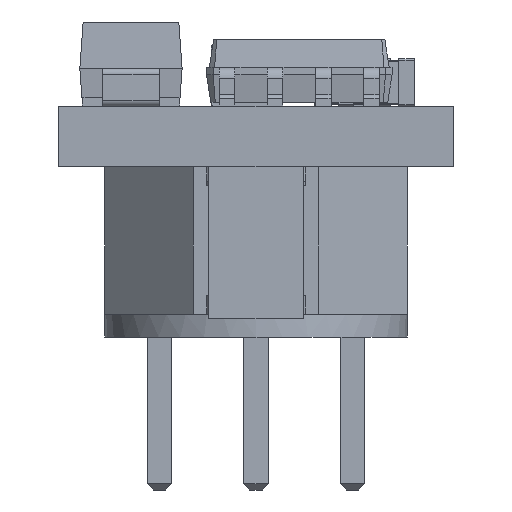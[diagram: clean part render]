
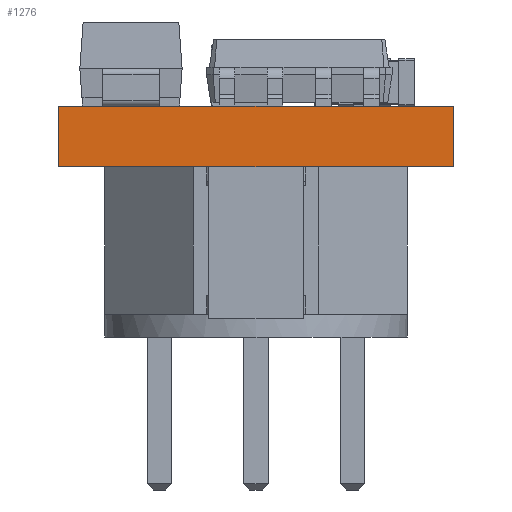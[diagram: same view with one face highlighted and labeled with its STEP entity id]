
A CAD part, front view. The second image highlights one B-rep face of the part: STEP entity #1276.
In plain terms, the highlighted planar face has unit normal (0, -1, 0).
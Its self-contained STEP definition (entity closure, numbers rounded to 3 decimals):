
#363 = VERTEX_POINT('',#364);
#364 = CARTESIAN_POINT('',(5.207,-8.255,0.));
#381 = VERTEX_POINT('',#382);
#382 = CARTESIAN_POINT('',(-5.207,-8.255,0.));
#388 = EDGE_CURVE('',#381,#363,#389,.T.);
#389 = LINE('',#390,#391);
#390 = CARTESIAN_POINT('',(-5.207,-8.255,0.));
#391 = VECTOR('',#392,1.);
#392 = DIRECTION('',(1.,0.,0.));
#1249 = EDGE_CURVE('',#363,#1250,#1252,.T.);
#1250 = VERTEX_POINT('',#1251);
#1251 = CARTESIAN_POINT('',(5.207,-8.255,-1.6));
#1252 = LINE('',#1253,#1254);
#1253 = CARTESIAN_POINT('',(5.207,-8.255,0.));
#1254 = VECTOR('',#1255,1.);
#1255 = DIRECTION('',(0.,0.,-1.));
#1276 = ADVANCED_FACE('',(#1277),#1295,.T.);
#1277 = FACE_BOUND('',#1278,.T.);
#1278 = EDGE_LOOP('',(#1279,#1287,#1293,#1294));
#1279 = ORIENTED_EDGE('',*,*,#1280,.T.);
#1280 = EDGE_CURVE('',#381,#1281,#1283,.T.);
#1281 = VERTEX_POINT('',#1282);
#1282 = CARTESIAN_POINT('',(-5.207,-8.255,-1.6));
#1283 = LINE('',#1284,#1285);
#1284 = CARTESIAN_POINT('',(-5.207,-8.255,0.));
#1285 = VECTOR('',#1286,1.);
#1286 = DIRECTION('',(0.,0.,-1.));
#1287 = ORIENTED_EDGE('',*,*,#1288,.T.);
#1288 = EDGE_CURVE('',#1281,#1250,#1289,.T.);
#1289 = LINE('',#1290,#1291);
#1290 = CARTESIAN_POINT('',(-5.207,-8.255,-1.6));
#1291 = VECTOR('',#1292,1.);
#1292 = DIRECTION('',(1.,0.,0.));
#1293 = ORIENTED_EDGE('',*,*,#1249,.F.);
#1294 = ORIENTED_EDGE('',*,*,#388,.F.);
#1295 = PLANE('',#1296);
#1296 = AXIS2_PLACEMENT_3D('',#1297,#1298,#1299);
#1297 = CARTESIAN_POINT('',(-5.207,-8.255,0.));
#1298 = DIRECTION('',(0.,-1.,0.));
#1299 = DIRECTION('',(1.,0.,0.));
